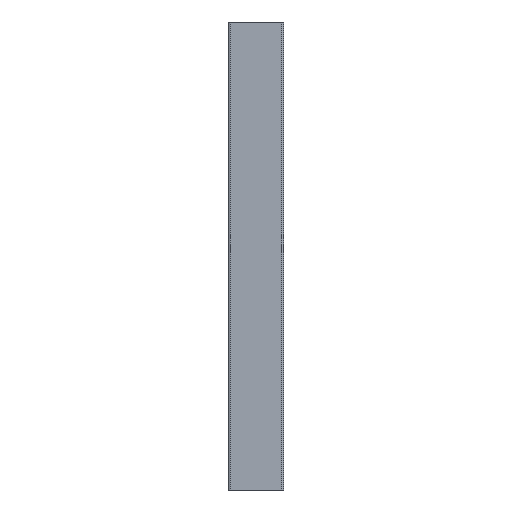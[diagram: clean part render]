
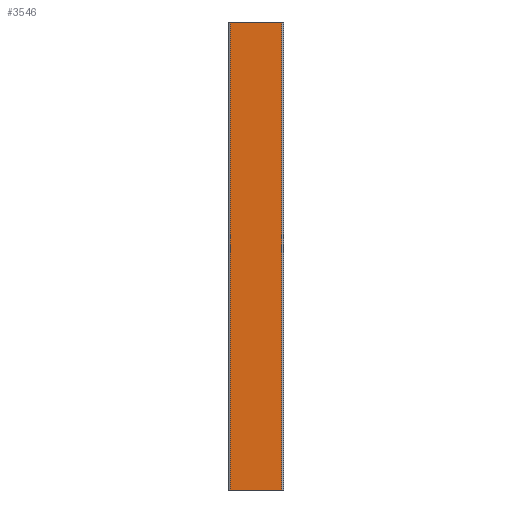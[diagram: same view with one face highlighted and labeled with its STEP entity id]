
A CAD part, left-side view. The second image highlights one B-rep face of the part: STEP entity #3546.
In plain terms, the highlighted planar face has unit normal (-1, 0, 0).
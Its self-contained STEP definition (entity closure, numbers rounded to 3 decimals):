
#577 = VECTOR ( 'NONE', #2802, 1000. ) ;
#578 = LINE ( 'NONE', #2810, #577 ) ;
#580 = LINE ( 'NONE', #3164, #581 ) ;
#581 = VECTOR ( 'NONE', #3163, 1000. ) ;
#584 = LINE ( 'NONE', #2780, #585 ) ;
#585 = VECTOR ( 'NONE', #2770, 1000. ) ;
#783 = FACE_OUTER_BOUND ( 'NONE', #4772, .T. ) ;
#833 = CARTESIAN_POINT ( 'NONE',  ( -0.451, -2.048, -116.84 ) ) ;
#888 = CARTESIAN_POINT ( 'NONE',  ( -0.451, -2.048, 0. ) ) ;
#1224 = CARTESIAN_POINT ( 'NONE',  ( -0.451, 10.779, -116.84 ) ) ;
#1225 = CARTESIAN_POINT ( 'NONE',  ( -0.451, 10.779, 0. ) ) ;
#1269 = DIRECTION ( 'NONE',  ( 0., -1., 0. ) ) ;
#1270 = CARTESIAN_POINT ( 'NONE',  ( -0.451, 10.779, -116.84 ) ) ;
#1566 = DIRECTION ( 'NONE',  ( 0., -1., 0. ) ) ;
#1568 = DIRECTION ( 'NONE',  ( -1., 0., 0. ) ) ;
#1595 = PLANE ( 'NONE',  #2317 ) ;
#1607 = CARTESIAN_POINT ( 'NONE',  ( -0.451, 10.779, -116.84 ) ) ;
#2031 = EDGE_CURVE ( 'NONE', #5302, #5239, #578, .T. ) ;
#2032 = EDGE_CURVE ( 'NONE', #5303, #5302, #584, .T. ) ;
#2035 = EDGE_CURVE ( 'NONE', #5256, #5239, #580, .T. ) ;
#2317 = AXIS2_PLACEMENT_3D ( 'NONE', #1607, #1568, #1566 ) ;
#2425 = LINE ( 'NONE', #1270, #2426 ) ;
#2426 = VECTOR ( 'NONE', #1269, 1000. ) ;
#2770 = DIRECTION ( 'NONE',  ( 0., 0., 1. ) ) ;
#2780 = CARTESIAN_POINT ( 'NONE',  ( -0.451, 10.779, -116.84 ) ) ;
#2802 = DIRECTION ( 'NONE',  ( 0., -1., 0. ) ) ;
#2810 = CARTESIAN_POINT ( 'NONE',  ( -0.451, 10.779, 0. ) ) ;
#3163 = DIRECTION ( 'NONE',  ( 0., 0., 1. ) ) ;
#3164 = CARTESIAN_POINT ( 'NONE',  ( -0.451, -2.048, -116.84 ) ) ;
#3471 = ORIENTED_EDGE ( 'NONE', *, *, #2032, .F. ) ;
#3546 = ADVANCED_FACE ( 'NONE', ( #783 ), #1595, .T. ) ;
#3693 = EDGE_CURVE ( 'NONE', #5303, #5256, #2425, .T. ) ;
#4191 = ORIENTED_EDGE ( 'NONE', *, *, #2035, .T. ) ;
#4192 = ORIENTED_EDGE ( 'NONE', *, *, #3693, .T. ) ;
#4193 = ORIENTED_EDGE ( 'NONE', *, *, #2031, .F. ) ;
#4772 = EDGE_LOOP ( 'NONE', ( #4193, #3471, #4192, #4191 ) ) ;
#5239 = VERTEX_POINT ( 'NONE', #888 ) ;
#5256 = VERTEX_POINT ( 'NONE', #833 ) ;
#5302 = VERTEX_POINT ( 'NONE', #1225 ) ;
#5303 = VERTEX_POINT ( 'NONE', #1224 ) ;
